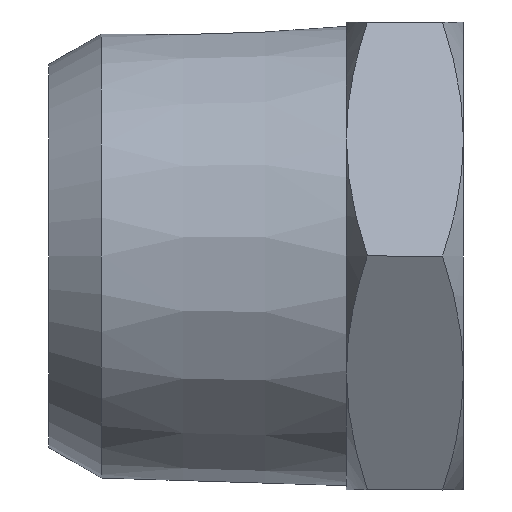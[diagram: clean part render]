
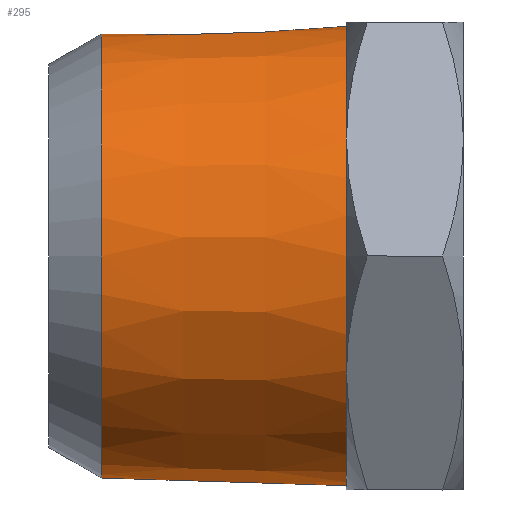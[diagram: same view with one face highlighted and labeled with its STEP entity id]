
A CAD part, left-side view. The second image highlights one B-rep face of the part: STEP entity #295.
In plain terms, the highlighted conical face has half-angle 1.79 degrees and reference radius 10.435 mm.
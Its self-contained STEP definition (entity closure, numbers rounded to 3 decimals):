
#7 = EDGE_LOOP ( 'NONE', ( #766 ) ) ;
#8 = EDGE_LOOP ( 'NONE', ( #767 ) ) ;
#26 = VERTEX_POINT ( 'NONE', #353 ) ;
#32 = VERTEX_POINT ( 'NONE', #333 ) ;
#49 = CONICAL_SURFACE ( 'NONE', #233, 10.435, 0.031 ) ;
#55 = FACE_BOUND ( 'NONE', #7, .T. ) ;
#56 = FACE_OUTER_BOUND ( 'NONE', #8, .T. ) ;
#120 = CIRCLE ( 'NONE', #167, 10.435 ) ;
#133 = CIRCLE ( 'NONE', #180, 10.795 ) ;
#167 = AXIS2_PLACEMENT_3D ( 'NONE', #563, #561, #560 ) ;
#180 = AXIS2_PLACEMENT_3D ( 'NONE', #680, #679, #678 ) ;
#196 = EDGE_CURVE ( 'NONE', #32, #32, #133, .T. ) ;
#233 = AXIS2_PLACEMENT_3D ( 'NONE', #372, #371, #373 ) ;
#238 = EDGE_CURVE ( 'NONE', #26, #26, #120, .T. ) ;
#295 = ADVANCED_FACE ( 'NONE', ( #55, #56 ), #49, .T. ) ;
#333 = CARTESIAN_POINT ( 'NONE',  ( 0., 5.5, -10.795 ) ) ;
#353 = CARTESIAN_POINT ( 'NONE',  ( 0., 17.015, -10.435 ) ) ;
#371 = DIRECTION ( 'NONE',  ( 0., -1., 0. ) ) ;
#372 = CARTESIAN_POINT ( 'NONE',  ( 0., 17.015, 0. ) ) ;
#373 = DIRECTION ( 'NONE',  ( 0., 0., -1. ) ) ;
#560 = DIRECTION ( 'NONE',  ( 0., 0., -1. ) ) ;
#561 = DIRECTION ( 'NONE',  ( 0., 1., 0. ) ) ;
#563 = CARTESIAN_POINT ( 'NONE',  ( 0., 17.015, 0. ) ) ;
#678 = DIRECTION ( 'NONE',  ( 0., 0., -1. ) ) ;
#679 = DIRECTION ( 'NONE',  ( 0., -1., 0. ) ) ;
#680 = CARTESIAN_POINT ( 'NONE',  ( 0., 5.5, 0. ) ) ;
#766 = ORIENTED_EDGE ( 'NONE', *, *, #238, .F. ) ;
#767 = ORIENTED_EDGE ( 'NONE', *, *, #196, .F. ) ;
